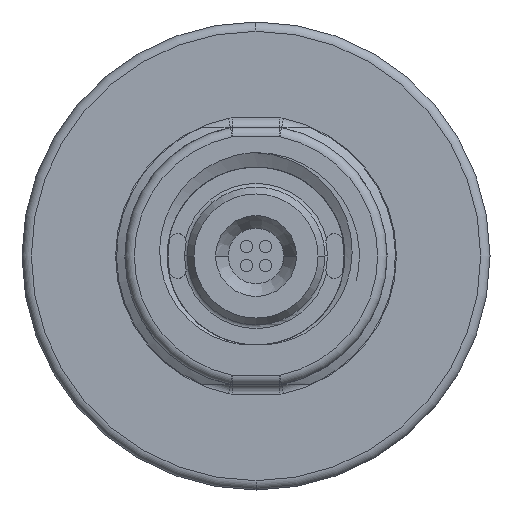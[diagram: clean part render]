
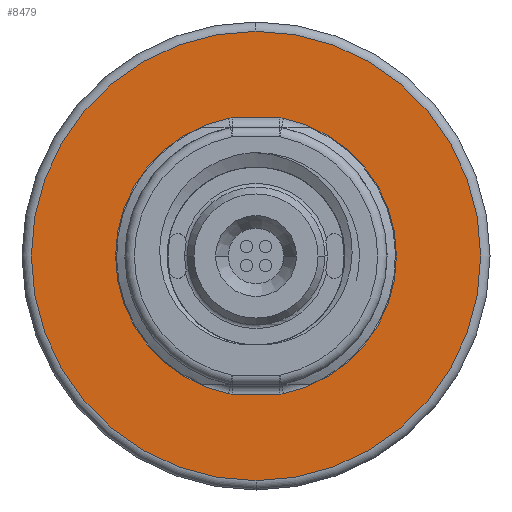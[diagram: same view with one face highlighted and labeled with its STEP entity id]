
A CAD part, front view. The second image highlights one B-rep face of the part: STEP entity #8479.
In plain terms, the highlighted planar face has unit normal (0, -1, 0).
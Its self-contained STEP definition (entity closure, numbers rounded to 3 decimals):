
#2286=CARTESIAN_POINT('',(0.,-3.,0.));
#2287=DIRECTION('',(0.,1.,0.));
#2288=DIRECTION('',(0.,0.,-1.));
#2289=AXIS2_PLACEMENT_3D('',#2286,#2287,#2288);
#2291=CARTESIAN_POINT('',(0.,-3.,0.));
#2292=DIRECTION('',(0.,1.,0.));
#2293=DIRECTION('',(0.,0.,1.));
#2294=AXIS2_PLACEMENT_3D('',#2291,#2292,#2293);
#2296=CARTESIAN_POINT('',(0.,-3.,0.));
#2297=DIRECTION('',(0.,-1.,0.));
#2298=DIRECTION('',(-0.195,0.,0.981));
#2299=AXIS2_PLACEMENT_3D('',#2296,#2297,#2298);
#2301=CARTESIAN_POINT('',(-2.537,-3.,-12.75));
#2302=DIRECTION('',(0.,-1.,0.));
#2303=DIRECTION('',(-0.195,0.,-0.981));
#2304=AXIS2_PLACEMENT_3D('',#2301,#2302,#2303);
#2306=DIRECTION('',(1.,0.,0.));
#2307=VECTOR('',#2306,5.074);
#2308=CARTESIAN_POINT('',(-2.537,-3.,-14.75));
#2309=LINE('',#2308,#2307);
#2310=CARTESIAN_POINT('',(2.537,-3.,-12.75));
#2311=DIRECTION('',(0.,-1.,0.));
#2312=DIRECTION('',(0.,0.,-1.));
#2313=AXIS2_PLACEMENT_3D('',#2310,#2311,#2312);
#2315=CARTESIAN_POINT('',(0.,-3.,0.));
#2316=DIRECTION('',(0.,-1.,0.));
#2317=DIRECTION('',(0.195,0.,-0.981));
#2318=AXIS2_PLACEMENT_3D('',#2315,#2316,#2317);
#2320=CARTESIAN_POINT('',(2.537,-3.,12.75));
#2321=DIRECTION('',(0.,-1.,0.));
#2322=DIRECTION('',(0.195,0.,0.981));
#2323=AXIS2_PLACEMENT_3D('',#2320,#2321,#2322);
#2325=DIRECTION('',(-1.,0.,0.));
#2326=VECTOR('',#2325,5.074);
#2327=CARTESIAN_POINT('',(2.537,-3.,14.75));
#2328=LINE('',#2327,#2326);
#2329=CARTESIAN_POINT('',(-2.537,-3.,12.75));
#2330=DIRECTION('',(0.,-1.,0.));
#2331=DIRECTION('',(0.,0.,1.));
#2332=AXIS2_PLACEMENT_3D('',#2329,#2330,#2331);
#5598=CARTESIAN_POINT('',(-2.928,-3.,14.712));
#5599=CARTESIAN_POINT('',(-2.928,-3.,-14.712));
#5600=VERTEX_POINT('',#5598);
#5601=VERTEX_POINT('',#5599);
#5606=CARTESIAN_POINT('',(2.928,-3.,-14.712));
#5607=CARTESIAN_POINT('',(2.928,-3.,14.712));
#5608=VERTEX_POINT('',#5606);
#5609=VERTEX_POINT('',#5607);
#5618=CARTESIAN_POINT('',(0.,-3.,-24.));
#5619=CARTESIAN_POINT('',(0.,-3.,24.));
#5620=VERTEX_POINT('',#5618);
#5621=VERTEX_POINT('',#5619);
#5853=CARTESIAN_POINT('',(-2.537,-3.,-14.75));
#5854=CARTESIAN_POINT('',(2.537,-3.,-14.75));
#5855=VERTEX_POINT('',#5853);
#5856=VERTEX_POINT('',#5854);
#5857=CARTESIAN_POINT('',(2.537,-3.,14.75));
#5858=CARTESIAN_POINT('',(-2.537,-3.,14.75));
#5859=VERTEX_POINT('',#5857);
#5860=VERTEX_POINT('',#5858);
#8451=CARTESIAN_POINT('',(0.,-3.,0.));
#8452=DIRECTION('',(0.,-1.,0.));
#8453=DIRECTION('',(0.,0.,1.));
#8454=AXIS2_PLACEMENT_3D('',#8451,#8452,#8453);
#8455=PLANE('',#8454);
#8457=ORIENTED_EDGE('',*,*,#8456,.T.);
#8459=ORIENTED_EDGE('',*,*,#8458,.T.);
#8460=EDGE_LOOP('',(#8457,#8459));
#8461=FACE_OUTER_BOUND('',#8460,.F.);
#8462=ORIENTED_EDGE('',*,*,#8441,.T.);
#8464=ORIENTED_EDGE('',*,*,#8463,.T.);
#8466=ORIENTED_EDGE('',*,*,#8465,.T.);
#8468=ORIENTED_EDGE('',*,*,#8467,.T.);
#8470=ORIENTED_EDGE('',*,*,#8469,.T.);
#8472=ORIENTED_EDGE('',*,*,#8471,.T.);
#8474=ORIENTED_EDGE('',*,*,#8473,.T.);
#8476=ORIENTED_EDGE('',*,*,#8475,.T.);
#8477=EDGE_LOOP('',(#8462,#8464,#8466,#8468,#8470,#8472,#8474,#8476));
#8478=FACE_BOUND('',#8477,.F.);
#8479=ADVANCED_FACE('',(#8461,#8478),#8455,.T.);
#2290=CIRCLE('',#2289,24.);
#2295=CIRCLE('',#2294,24.);
#2300=CIRCLE('',#2299,15.);
#2305=CIRCLE('',#2304,2.);
#2314=CIRCLE('',#2313,2.);
#2319=CIRCLE('',#2318,15.);
#2324=CIRCLE('',#2323,2.);
#2333=CIRCLE('',#2332,2.);
#8441=EDGE_CURVE('',#5600,#5601,#2300,.T.);
#8456=EDGE_CURVE('',#5620,#5621,#2290,.T.);
#8458=EDGE_CURVE('',#5621,#5620,#2295,.T.);
#8463=EDGE_CURVE('',#5601,#5855,#2305,.T.);
#8465=EDGE_CURVE('',#5855,#5856,#2309,.T.);
#8467=EDGE_CURVE('',#5856,#5608,#2314,.T.);
#8469=EDGE_CURVE('',#5608,#5609,#2319,.T.);
#8471=EDGE_CURVE('',#5609,#5859,#2324,.T.);
#8473=EDGE_CURVE('',#5859,#5860,#2328,.T.);
#8475=EDGE_CURVE('',#5860,#5600,#2333,.T.);
